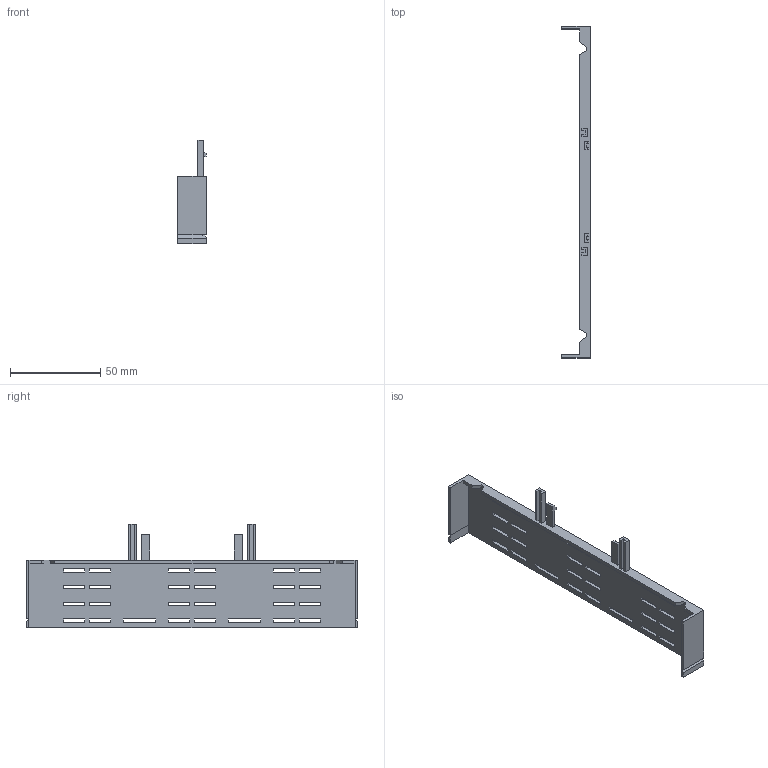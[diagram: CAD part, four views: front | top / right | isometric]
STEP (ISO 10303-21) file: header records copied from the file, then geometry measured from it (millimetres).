
FILE_DESCRIPTION((''),'2;1');
FILE_NAME('001690990_UGS_KVL-1_3P_34-39_ASM','2023-11-23T09:43:28',('klemen.sitar'),('Audax d.o.o.'),'CREO PARAMETRIC BY PTC INC, 2021304','CREO PARAMETRIC BY PTC INC, 2021304','');
FILE_SCHEMA(('AP242_MANAGED_MODEL_BASED_3D_ENGINEERING_MIM_LF { 1 0 10303 442 1 1 4 }'));
Length unit declared in the file: millimetre
Products named in the file (2): UGS-KETO-1-3_39-34_1; 001690990_UGS_KVL-1_3P_34-39_ASM
Assembly tree (1 placements, depth 2):
  001690990_UGS_KVL-1_3P_34-39_ASM
    UGS-KETO-1-3_39-34_1
Bounding box: 16 x 183.5 x 57.5 mm (x, y, z)
Volume: 16147.1 mm3; surface area: 19698 mm2
Topology: 1 solids, 1 shells, 175 faces, 538 edges, 352 vertices
Faces by surface type: plane 175
Entity records: 7907 total; most frequent: ORIENTED_EDGE 1076, CARTESIAN_POINT 1073, DIRECTION 896, PRESENTATION_STYLE_ASSIGNMENT 541, STYLED_ITEM 541, CURVE_STYLE 540, VECTOR 538, LINE 538
